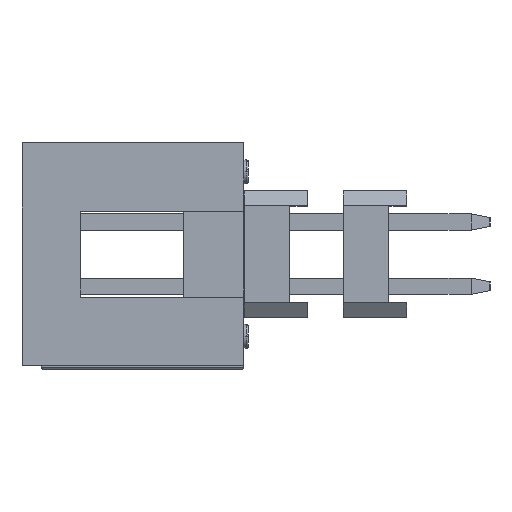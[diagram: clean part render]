
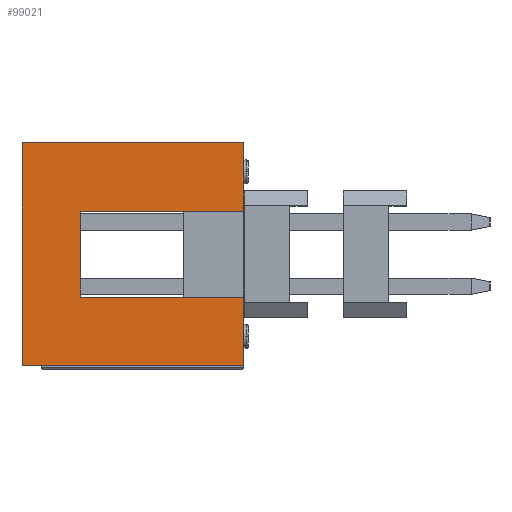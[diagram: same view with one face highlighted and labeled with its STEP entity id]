
A CAD part, left-side view. The second image highlights one B-rep face of the part: STEP entity #99021.
In plain terms, the highlighted planar face has unit normal (-1, 0, 0).
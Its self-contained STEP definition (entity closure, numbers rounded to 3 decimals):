
#90596=CARTESIAN_POINT('',(0.,0.17,0.));
#90597=VERTEX_POINT('',#90596);
#90607=CARTESIAN_POINT('',(0.,0.17,-2.7));
#90608=VERTEX_POINT('',#90607);
#90609=CARTESIAN_POINT('',(0.,0.17,0.));
#90610=CARTESIAN_POINT('',(0.,0.17,-0.54));
#90611=CARTESIAN_POINT('',(0.,0.17,-1.08));
#90612=CARTESIAN_POINT('',(0.,0.17,-1.62));
#90613=CARTESIAN_POINT('',(0.,0.17,-2.16));
#90614=CARTESIAN_POINT('',(0.,0.17,-2.7));
#90615=B_SPLINE_CURVE_WITH_KNOTS('',5,(#90609,#90610,#90611,#90612,#90613,#90614),.UNSPECIFIED.,.F.,.U.,(6,6),(0.,2.7),.UNSPECIFIED.);
#90616=EDGE_CURVE('',#90597,#90608,#90615,.T.);
#90640=CARTESIAN_POINT('',(0.,0.17,-6.1));
#90641=VERTEX_POINT('',#90640);
#90651=CARTESIAN_POINT('',(0.,0.17,-8.8));
#90652=VERTEX_POINT('',#90651);
#90653=CARTESIAN_POINT('',(0.,0.17,-6.1));
#90654=CARTESIAN_POINT('',(0.,0.17,-6.64));
#90655=CARTESIAN_POINT('',(0.,0.17,-7.18));
#90656=CARTESIAN_POINT('',(0.,0.17,-7.72));
#90657=CARTESIAN_POINT('',(0.,0.17,-8.26));
#90658=CARTESIAN_POINT('',(0.,0.17,-8.8));
#90659=B_SPLINE_CURVE_WITH_KNOTS('',5,(#90653,#90654,#90655,#90656,#90657,#90658),.UNSPECIFIED.,.F.,.U.,(6,6),(0.,2.7),.UNSPECIFIED.);
#90660=EDGE_CURVE('',#90641,#90652,#90659,.T.);
#98412=CARTESIAN_POINT('',(0.,8.95,-8.8));
#98413=VERTEX_POINT('',#98412);
#98414=CARTESIAN_POINT('',(0.,0.17,-8.8));
#98415=CARTESIAN_POINT('',(0.,1.926,-8.8));
#98416=CARTESIAN_POINT('',(0.,3.682,-8.8));
#98417=CARTESIAN_POINT('',(0.,5.438,-8.8));
#98418=CARTESIAN_POINT('',(0.,7.194,-8.8));
#98419=CARTESIAN_POINT('',(0.,8.95,-8.8));
#98420=B_SPLINE_CURVE_WITH_KNOTS('',5,(#98414,#98415,#98416,#98417,#98418,#98419),.UNSPECIFIED.,.F.,.U.,(6,6),(0.,8.78),.UNSPECIFIED.);
#98421=EDGE_CURVE('',#90652,#98413,#98420,.T.);
#98903=CARTESIAN_POINT('',(0.,8.95,0.));
#98904=VERTEX_POINT('',#98903);
#98914=CARTESIAN_POINT('',(0.,8.95,0.));
#98915=CARTESIAN_POINT('',(0.,7.194,0.));
#98916=CARTESIAN_POINT('',(0.,5.438,0.));
#98917=CARTESIAN_POINT('',(0.,3.682,0.));
#98918=CARTESIAN_POINT('',(0.,1.926,0.));
#98919=CARTESIAN_POINT('',(0.,0.17,0.));
#98920=B_SPLINE_CURVE_WITH_KNOTS('',5,(#98914,#98915,#98916,#98917,#98918,#98919),.UNSPECIFIED.,.F.,.U.,(6,6),(0.,8.78),.UNSPECIFIED.);
#98921=EDGE_CURVE('',#98904,#90597,#98920,.T.);
#98970=CARTESIAN_POINT('',(0.,4.56,-4.4));
#98971=DIRECTION('',(0.,0.,1.));
#98972=DIRECTION('',(-1.,0.,0.));
#98973=AXIS2_PLACEMENT_3D('',#98970,#98972,#98971);
#98974=PLANE('',#98973);
#98975=CARTESIAN_POINT('',(0.,6.63,-6.1));
#98976=VERTEX_POINT('',#98975);
#98977=CARTESIAN_POINT('',(0.,6.63,-2.7));
#98978=VERTEX_POINT('',#98977);
#98979=CARTESIAN_POINT('',(0.,6.63,-6.1));
#98980=CARTESIAN_POINT('',(0.,6.63,-5.42));
#98981=CARTESIAN_POINT('',(0.,6.63,-4.74));
#98982=CARTESIAN_POINT('',(0.,6.63,-4.06));
#98983=CARTESIAN_POINT('',(0.,6.63,-3.38));
#98984=CARTESIAN_POINT('',(0.,6.63,-2.7));
#98985=B_SPLINE_CURVE_WITH_KNOTS('',5,(#98979,#98980,#98981,#98982,#98983,#98984),.UNSPECIFIED.,.F.,.U.,(6,6),(0.,3.4),.UNSPECIFIED.);
#98986=EDGE_CURVE('',#98976,#98978,#98985,.T.);
#98987=ORIENTED_EDGE('',*,*,#98986,.T.);
#98988=CARTESIAN_POINT('',(0.,6.63,-2.7));
#98989=CARTESIAN_POINT('',(0.,5.338,-2.7));
#98990=CARTESIAN_POINT('',(0.,4.046,-2.7));
#98991=CARTESIAN_POINT('',(0.,2.754,-2.7));
#98992=CARTESIAN_POINT('',(0.,1.462,-2.7));
#98993=CARTESIAN_POINT('',(0.,0.17,-2.7));
#98994=B_SPLINE_CURVE_WITH_KNOTS('',5,(#98988,#98989,#98990,#98991,#98992,#98993),.UNSPECIFIED.,.F.,.U.,(6,6),(0.,6.46),.UNSPECIFIED.);
#98995=EDGE_CURVE('',#98978,#90608,#98994,.T.);
#98996=ORIENTED_EDGE('',*,*,#98995,.T.);
#98997=ORIENTED_EDGE('',*,*,#90616,.F.);
#98998=ORIENTED_EDGE('',*,*,#98921,.F.);
#98999=CARTESIAN_POINT('',(0.,8.95,0.));
#99000=CARTESIAN_POINT('',(0.,8.95,-1.76));
#99001=CARTESIAN_POINT('',(0.,8.95,-3.52));
#99002=CARTESIAN_POINT('',(0.,8.95,-5.28));
#99003=CARTESIAN_POINT('',(0.,8.95,-7.04));
#99004=CARTESIAN_POINT('',(0.,8.95,-8.8));
#99005=B_SPLINE_CURVE_WITH_KNOTS('',5,(#98999,#99000,#99001,#99002,#99003,#99004),.UNSPECIFIED.,.F.,.U.,(6,6),(0.,8.8),.UNSPECIFIED.);
#99006=EDGE_CURVE('',#98904,#98413,#99005,.T.);
#99007=ORIENTED_EDGE('',*,*,#99006,.T.);
#99008=ORIENTED_EDGE('',*,*,#98421,.F.);
#99009=ORIENTED_EDGE('',*,*,#90660,.F.);
#99010=CARTESIAN_POINT('',(0.,0.17,-6.1));
#99011=CARTESIAN_POINT('',(0.,1.462,-6.1));
#99012=CARTESIAN_POINT('',(0.,2.754,-6.1));
#99013=CARTESIAN_POINT('',(0.,4.046,-6.1));
#99014=CARTESIAN_POINT('',(0.,5.338,-6.1));
#99015=CARTESIAN_POINT('',(0.,6.63,-6.1));
#99016=B_SPLINE_CURVE_WITH_KNOTS('',5,(#99010,#99011,#99012,#99013,#99014,#99015),.UNSPECIFIED.,.F.,.U.,(6,6),(0.,6.46),.UNSPECIFIED.);
#99017=EDGE_CURVE('',#90641,#98976,#99016,.T.);
#99018=ORIENTED_EDGE('',*,*,#99017,.T.);
#99019=EDGE_LOOP('',(#98987,#98996,#98997,#98998,#99007,#99008,#99009,#99018));
#99020=FACE_OUTER_BOUND('',#99019,.T.);
#99021=ADVANCED_FACE('',(#99020),#98974,.T.);
